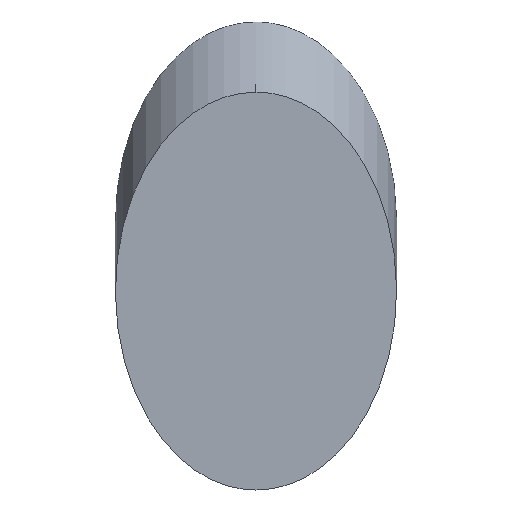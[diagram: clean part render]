
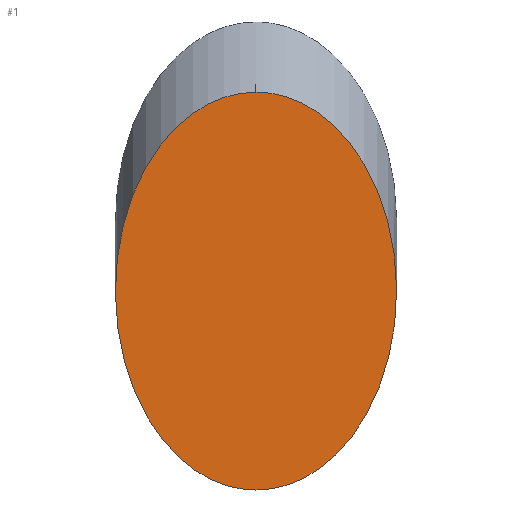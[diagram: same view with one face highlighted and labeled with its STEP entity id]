
A CAD part, top view. The second image highlights one B-rep face of the part: STEP entity #1.
In plain terms, the highlighted planar face has unit normal (0, 0, 1).
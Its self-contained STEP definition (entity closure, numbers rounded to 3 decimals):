
#1 = ADVANCED_FACE ( 'NONE', ( #28 ), #76, .T. ) ;
#8 = CARTESIAN_POINT ( 'NONE',  ( 54.392, 0.429, 0. ) ) ;
#16 = CARTESIAN_POINT ( 'NONE',  ( 54.392, 35.789, 0. ) ) ;
#26 = DIRECTION ( 'NONE',  ( 1., 0., 0. ) ) ;
#28 = FACE_OUTER_BOUND ( 'NONE', #53, .T. ) ;
#29 =( BOUNDED_CURVE ( )  B_SPLINE_CURVE ( 3, ( #105, #122, #121, #81 ),
 .UNSPECIFIED., .F., .T. ) 
 B_SPLINE_CURVE_WITH_KNOTS ( ( 4, 4 ),
 ( 0., 3.142 ),
 .UNSPECIFIED. ) 
 CURVE ( )  GEOMETRIC_REPRESENTATION_ITEM ( )  RATIONAL_B_SPLINE_CURVE ( ( 1., 0.333, 0.333, 1. ) ) 
 REPRESENTATION_ITEM ( '' )  );
#53 = EDGE_LOOP ( 'NONE', ( #114, #131 ) ) ;
#74 = EDGE_CURVE ( 'NONE', #108, #116, #89, .T. ) ;
#76 = PLANE ( 'NONE',  #90 ) ;
#77 = CARTESIAN_POINT ( 'NONE',  ( 54.392, 71.149, 0. ) ) ;
#81 = CARTESIAN_POINT ( 'NONE',  ( 54.392, 0.429, 0. ) ) ;
#83 = EDGE_CURVE ( 'NONE', #116, #108, #29, .T. ) ;
#89 =( BOUNDED_CURVE ( )  B_SPLINE_CURVE ( 3, ( #96, #115, #95, #147 ),
 .UNSPECIFIED., .F., .T. ) 
 B_SPLINE_CURVE_WITH_KNOTS ( ( 4, 4 ),
 ( 3.142, 6.283 ),
 .UNSPECIFIED. ) 
 CURVE ( )  GEOMETRIC_REPRESENTATION_ITEM ( )  RATIONAL_B_SPLINE_CURVE ( ( 1., 0.333, 0.333, 1. ) ) 
 REPRESENTATION_ITEM ( '' )  );
#90 = AXIS2_PLACEMENT_3D ( 'NONE', #16, #92, #26 ) ;
#92 = DIRECTION ( 'NONE',  ( 0., 0., 1. ) ) ;
#95 = CARTESIAN_POINT ( 'NONE',  ( 104.392, 71.149, 0. ) ) ;
#96 = CARTESIAN_POINT ( 'NONE',  ( 54.392, 0.429, 0. ) ) ;
#105 = CARTESIAN_POINT ( 'NONE',  ( 54.392, 71.149, 0. ) ) ;
#108 = VERTEX_POINT ( 'NONE', #8 ) ;
#114 = ORIENTED_EDGE ( 'NONE', *, *, #83, .T. ) ;
#115 = CARTESIAN_POINT ( 'NONE',  ( 104.392, 0.429, 0. ) ) ;
#116 = VERTEX_POINT ( 'NONE', #77 ) ;
#121 = CARTESIAN_POINT ( 'NONE',  ( 4.392, 0.429, 0. ) ) ;
#122 = CARTESIAN_POINT ( 'NONE',  ( 4.392, 71.149, 0. ) ) ;
#131 = ORIENTED_EDGE ( 'NONE', *, *, #74, .T. ) ;
#147 = CARTESIAN_POINT ( 'NONE',  ( 54.392, 71.149, 0. ) ) ;
